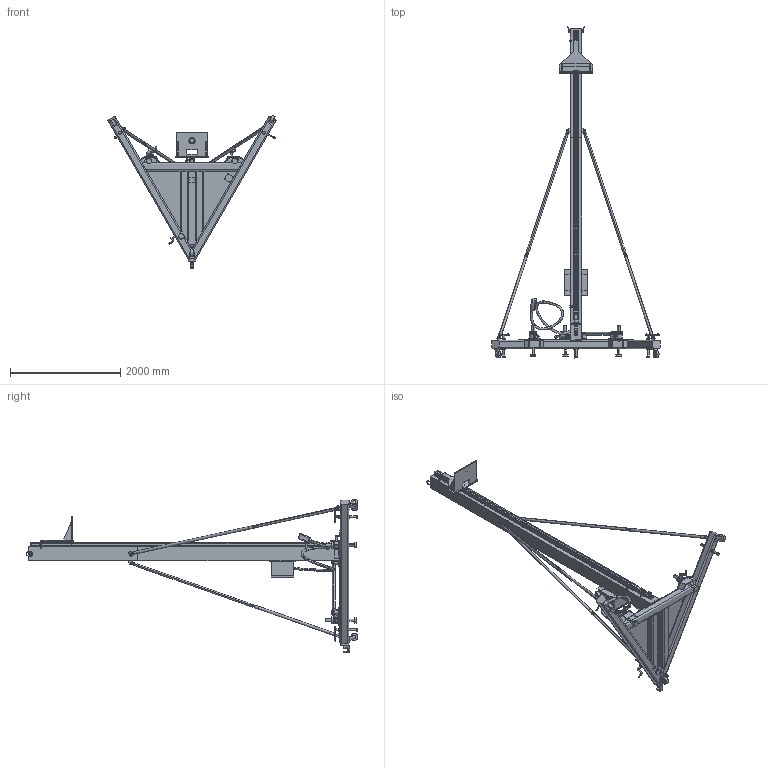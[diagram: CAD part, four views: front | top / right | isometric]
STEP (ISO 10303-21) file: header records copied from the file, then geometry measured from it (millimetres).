
FILE_DESCRIPTION (( 'STEP AP203' ), '1' );
FILE_NAME ('MVTB -17FT SHELF.STEP', '2016-04-06T14:50:29', ( 'B' ), ( 'Microsoft' ), 'SwSTEP 2.0', 'SolidWorks 2016', '' );
FILE_SCHEMA (( 'CONFIG_CONTROL_DESIGN' ));
Products named in the file (1): MVTB -17FT SHELF
Bounding box: 3048.25 x 6008.95 x 2782.49 mm (x, y, z)
Surface area: 20151392.8 mm2 (no closed solid volume)
Topology: 0 solids, 5 shells, 7233 faces, 17497 edges, 10437 vertices
Faces by surface type: plane 3391, cylinder 1822, cone 1473, torus 280, bspline 211, sphere 56
Entity records: 240132 total; most frequent: CARTESIAN_POINT 76209, ORIENTED_EDGE 34694, DIRECTION 33691, EDGE_CURVE 17378, AXIS2_PLACEMENT_3D 12680, VERTEX_POINT 10403, LINE 8331, VECTOR 8331
